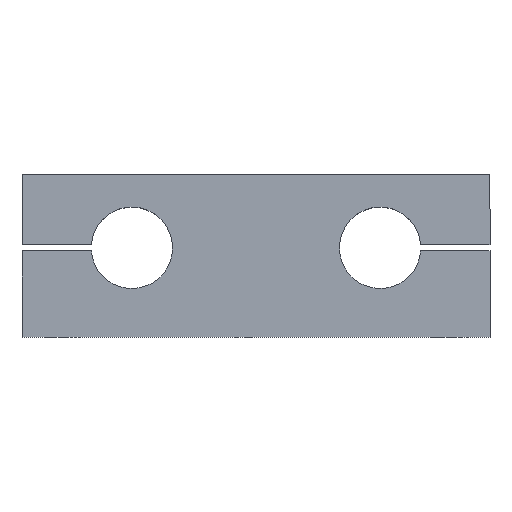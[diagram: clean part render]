
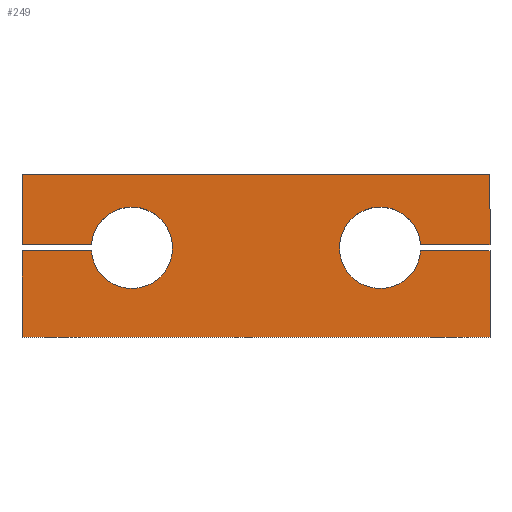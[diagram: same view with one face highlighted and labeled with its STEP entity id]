
A CAD part, top view. The second image highlights one B-rep face of the part: STEP entity #249.
In plain terms, the highlighted planar face has unit normal (0, 0, 1).
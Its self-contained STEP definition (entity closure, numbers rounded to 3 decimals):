
#2 = ORIENTED_EDGE ( 'NONE', *, *, #377, .F. ) ;
#5 = CARTESIAN_POINT ( 'NONE',  ( 115., 42.5, 15. ) ) ;
#8 = DIRECTION ( 'NONE',  ( -1., 0., 0. ) ) ;
#9 = EDGE_CURVE ( 'NONE', #106, #717, #453, .T. ) ;
#25 = EDGE_CURVE ( 'NONE', #583, #460, #107, .T. ) ;
#36 = VECTOR ( 'NONE', #373, 1000. ) ;
#41 = CARTESIAN_POINT ( 'NONE',  ( 0., 0., 15. ) ) ;
#72 = VECTOR ( 'NONE', #269, 1000. ) ;
#73 = DIRECTION ( 'NONE',  ( -1., 0., 0. ) ) ;
#95 = CARTESIAN_POINT ( 'NONE',  ( -115., 80., 15. ) ) ;
#104 = LINE ( 'NONE', #425, #612 ) ;
#106 = VERTEX_POINT ( 'NONE', #182 ) ;
#107 = LINE ( 'NONE', #607, #356 ) ;
#119 = CARTESIAN_POINT ( 'NONE',  ( 115., 80., 15. ) ) ;
#126 = LINE ( 'NONE', #258, #204 ) ;
#134 = AXIS2_PLACEMENT_3D ( 'NONE', #518, #237, #73 ) ;
#152 = DIRECTION ( 'NONE',  ( -1., 0., 0. ) ) ;
#155 = DIRECTION ( 'NONE',  ( -1., 0., 0. ) ) ;
#161 = ORIENTED_EDGE ( 'NONE', *, *, #407, .T. ) ;
#169 = CARTESIAN_POINT ( 'NONE',  ( 115., 0., 15. ) ) ;
#179 = EDGE_CURVE ( 'NONE', #187, #339, #104, .T. ) ;
#180 = VECTOR ( 'NONE', #8, 1000. ) ;
#181 = DIRECTION ( 'NONE',  ( 0., -1., 0. ) ) ;
#182 = CARTESIAN_POINT ( 'NONE',  ( 115., 0., 15. ) ) ;
#184 = CARTESIAN_POINT ( 'NONE',  ( -115., 0., 15. ) ) ;
#187 = VERTEX_POINT ( 'NONE', #376 ) ;
#197 = EDGE_CURVE ( 'NONE', #460, #106, #322, .T. ) ;
#204 = VECTOR ( 'NONE', #293, 1000. ) ;
#231 = CARTESIAN_POINT ( 'NONE',  ( -115., 45.5, 15. ) ) ;
#237 = DIRECTION ( 'NONE',  ( 0., 0., -1. ) ) ;
#249 = ADVANCED_FACE ( 'NONE', ( #266 ), #492, .F. ) ;
#258 = CARTESIAN_POINT ( 'NONE',  ( 115., 45.5, 15. ) ) ;
#262 = DIRECTION ( 'NONE',  ( -1., 0., 0. ) ) ;
#263 = VERTEX_POINT ( 'NONE', #380 ) ;
#266 = FACE_OUTER_BOUND ( 'NONE', #315, .T. ) ;
#269 = DIRECTION ( 'NONE',  ( 0., 1., 0. ) ) ;
#274 = VERTEX_POINT ( 'NONE', #661 ) ;
#288 = LINE ( 'NONE', #344, #702 ) ;
#293 = DIRECTION ( 'NONE',  ( 1., 0., 0. ) ) ;
#305 = EDGE_CURVE ( 'NONE', #263, #332, #430, .T. ) ;
#315 = EDGE_LOOP ( 'NONE', ( #504, #467, #693, #657, #317, #161, #481, #540, #2, #495, #436, #721 ) ) ;
#316 = LINE ( 'NONE', #95, #701 ) ;
#317 = ORIENTED_EDGE ( 'NONE', *, *, #665, .T. ) ;
#322 = LINE ( 'NONE', #444, #36 ) ;
#332 = VERTEX_POINT ( 'NONE', #119 ) ;
#339 = VERTEX_POINT ( 'NONE', #231 ) ;
#342 = VECTOR ( 'NONE', #604, 1000. ) ;
#344 = CARTESIAN_POINT ( 'NONE',  ( -115., 42.5, 15. ) ) ;
#356 = VECTOR ( 'NONE', #658, 1000. ) ;
#373 = DIRECTION ( 'NONE',  ( 1., 0., 0. ) ) ;
#376 = CARTESIAN_POINT ( 'NONE',  ( -80.944, 45.5, 15. ) ) ;
#377 = EDGE_CURVE ( 'NONE', #583, #530, #288, .T. ) ;
#380 = CARTESIAN_POINT ( 'NONE',  ( 115., 45.5, 15. ) ) ;
#398 = AXIS2_PLACEMENT_3D ( 'NONE', #41, #710, #155 ) ;
#402 = LINE ( 'NONE', #671, #443 ) ;
#407 = EDGE_CURVE ( 'NONE', #274, #339, #402, .T. ) ;
#420 = CARTESIAN_POINT ( 'NONE',  ( 80.944, 42.5, 15. ) ) ;
#424 = CARTESIAN_POINT ( 'NONE',  ( -115., 42.5, 15. ) ) ;
#425 = CARTESIAN_POINT ( 'NONE',  ( -115., 45.5, 15. ) ) ;
#430 = LINE ( 'NONE', #599, #342 ) ;
#436 = ORIENTED_EDGE ( 'NONE', *, *, #197, .T. ) ;
#437 = EDGE_CURVE ( 'NONE', #717, #591, #566, .T. ) ;
#443 = VECTOR ( 'NONE', #181, 1000. ) ;
#444 = CARTESIAN_POINT ( 'NONE',  ( -115., 0., 15. ) ) ;
#453 = LINE ( 'NONE', #169, #72 ) ;
#460 = VERTEX_POINT ( 'NONE', #184 ) ;
#467 = ORIENTED_EDGE ( 'NONE', *, *, #684, .T. ) ;
#481 = ORIENTED_EDGE ( 'NONE', *, *, #179, .F. ) ;
#483 = CARTESIAN_POINT ( 'NONE',  ( -80.944, 42.5, 15. ) ) ;
#485 = CARTESIAN_POINT ( 'NONE',  ( 115., 42.5, 15. ) ) ;
#492 = PLANE ( 'NONE',  #398 ) ;
#495 = ORIENTED_EDGE ( 'NONE', *, *, #25, .T. ) ;
#504 = ORIENTED_EDGE ( 'NONE', *, *, #437, .T. ) ;
#518 = CARTESIAN_POINT ( 'NONE',  ( 61., 44., 15. ) ) ;
#528 = DIRECTION ( 'NONE',  ( 1., 0., 0. ) ) ;
#530 = VERTEX_POINT ( 'NONE', #483 ) ;
#536 = VERTEX_POINT ( 'NONE', #622 ) ;
#540 = ORIENTED_EDGE ( 'NONE', *, *, #577, .F. ) ;
#564 = AXIS2_PLACEMENT_3D ( 'NONE', #685, #581, #528 ) ;
#565 = CIRCLE ( 'NONE', #134, 20. ) ;
#566 = LINE ( 'NONE', #5, #180 ) ;
#577 = EDGE_CURVE ( 'NONE', #530, #187, #643, .T. ) ;
#581 = DIRECTION ( 'NONE',  ( 0., 0., 1. ) ) ;
#583 = VERTEX_POINT ( 'NONE', #424 ) ;
#591 = VERTEX_POINT ( 'NONE', #420 ) ;
#599 = CARTESIAN_POINT ( 'NONE',  ( 115., 0., 15. ) ) ;
#604 = DIRECTION ( 'NONE',  ( 0., 1., 0. ) ) ;
#607 = CARTESIAN_POINT ( 'NONE',  ( -115., 0., 15. ) ) ;
#612 = VECTOR ( 'NONE', #152, 1000. ) ;
#622 = CARTESIAN_POINT ( 'NONE',  ( 80.944, 45.5, 15. ) ) ;
#638 = EDGE_CURVE ( 'NONE', #536, #263, #126, .T. ) ;
#643 = CIRCLE ( 'NONE', #564, 20. ) ;
#657 = ORIENTED_EDGE ( 'NONE', *, *, #305, .T. ) ;
#658 = DIRECTION ( 'NONE',  ( 0., -1., 0. ) ) ;
#661 = CARTESIAN_POINT ( 'NONE',  ( -115., 80., 15. ) ) ;
#665 = EDGE_CURVE ( 'NONE', #332, #274, #316, .T. ) ;
#671 = CARTESIAN_POINT ( 'NONE',  ( -115., 0., 15. ) ) ;
#673 = DIRECTION ( 'NONE',  ( 1., 0., 0. ) ) ;
#684 = EDGE_CURVE ( 'NONE', #591, #536, #565, .T. ) ;
#685 = CARTESIAN_POINT ( 'NONE',  ( -61., 44., 15. ) ) ;
#693 = ORIENTED_EDGE ( 'NONE', *, *, #638, .T. ) ;
#701 = VECTOR ( 'NONE', #262, 1000. ) ;
#702 = VECTOR ( 'NONE', #673, 1000. ) ;
#710 = DIRECTION ( 'NONE',  ( 0., 0., -1. ) ) ;
#717 = VERTEX_POINT ( 'NONE', #485 ) ;
#721 = ORIENTED_EDGE ( 'NONE', *, *, #9, .T. ) ;
